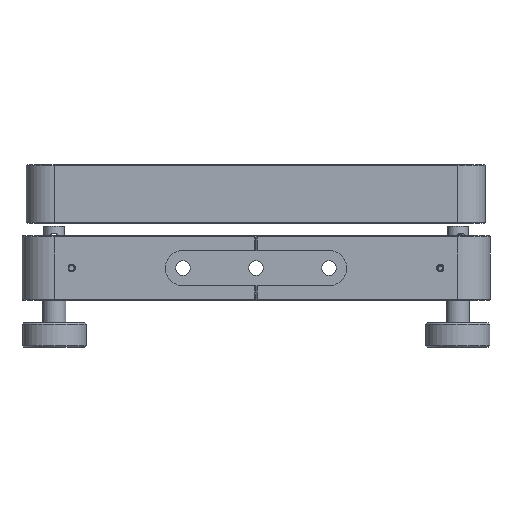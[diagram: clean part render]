
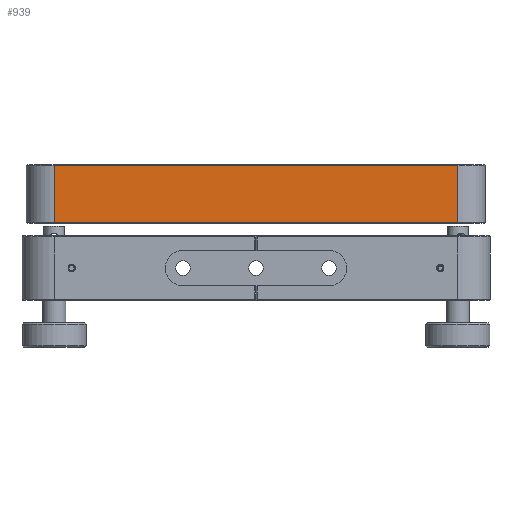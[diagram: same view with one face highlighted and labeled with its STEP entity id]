
A CAD part, front view. The second image highlights one B-rep face of the part: STEP entity #939.
In plain terms, the highlighted planar face has unit normal (0, -1, 0).
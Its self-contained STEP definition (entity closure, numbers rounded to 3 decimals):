
#396 = VERTEX_POINT ( 'NONE', #1485 ) ;
#939 = ADVANCED_FACE ( 'NONE', ( #8972 ), #17102, .F. ) ;
#970 = CARTESIAN_POINT ( 'NONE',  ( 69., -78.5, 35.399 ) ) ;
#1227 = AXIS2_PLACEMENT_3D ( 'NONE', #4683, #14339, #14249 ) ;
#1485 = CARTESIAN_POINT ( 'NONE',  ( -69., -78.5, 35.149 ) ) ;
#2131 = DIRECTION ( 'NONE',  ( 0., 0., 1. ) ) ;
#3568 = VECTOR ( 'NONE', #5951, 1000. ) ;
#4683 = CARTESIAN_POINT ( 'NONE',  ( -78.5, -78.5, 35.399 ) ) ;
#5196 = ORIENTED_EDGE ( 'NONE', *, *, #12847, .T. ) ;
#5441 = EDGE_CURVE ( 'NONE', #396, #5556, #5791, .T. ) ;
#5553 = EDGE_LOOP ( 'NONE', ( #8342, #12157, #5196, #9021 ) ) ;
#5556 = VERTEX_POINT ( 'NONE', #11688 ) ;
#5791 = LINE ( 'NONE', #16438, #11445 ) ;
#5951 = DIRECTION ( 'NONE',  ( -1., 0., 0. ) ) ;
#6043 = DIRECTION ( 'NONE',  ( 1., 0., 0. ) ) ;
#6486 = VERTEX_POINT ( 'NONE', #10296 ) ;
#7385 = LINE ( 'NONE', #10162, #9850 ) ;
#8342 = ORIENTED_EDGE ( 'NONE', *, *, #5441, .T. ) ;
#8972 = FACE_OUTER_BOUND ( 'NONE', #5553, .T. ) ;
#9021 = ORIENTED_EDGE ( 'NONE', *, *, #14450, .T. ) ;
#9640 = DIRECTION ( 'NONE',  ( 0., 0., -1. ) ) ;
#9850 = VECTOR ( 'NONE', #6043, 1000. ) ;
#9970 = LINE ( 'NONE', #11315, #3568 ) ;
#10162 = CARTESIAN_POINT ( 'NONE',  ( -78.5, -78.5, 15.649 ) ) ;
#10296 = CARTESIAN_POINT ( 'NONE',  ( 69., -78.5, 35.149 ) ) ;
#11315 = CARTESIAN_POINT ( 'NONE',  ( -69., -78.5, 35.149 ) ) ;
#11445 = VECTOR ( 'NONE', #9640, 1000. ) ;
#11688 = CARTESIAN_POINT ( 'NONE',  ( -69., -78.5, 15.649 ) ) ;
#11842 = VECTOR ( 'NONE', #2131, 1000. ) ;
#12157 = ORIENTED_EDGE ( 'NONE', *, *, #16035, .T. ) ;
#12369 = VERTEX_POINT ( 'NONE', #16271 ) ;
#12847 = EDGE_CURVE ( 'NONE', #12369, #6486, #13230, .T. ) ;
#13230 = LINE ( 'NONE', #970, #11842 ) ;
#14249 = DIRECTION ( 'NONE',  ( 0., 0., -1. ) ) ;
#14339 = DIRECTION ( 'NONE',  ( 0., 1., 0. ) ) ;
#14450 = EDGE_CURVE ( 'NONE', #6486, #396, #9970, .T. ) ;
#16035 = EDGE_CURVE ( 'NONE', #5556, #12369, #7385, .T. ) ;
#16271 = CARTESIAN_POINT ( 'NONE',  ( 69., -78.5, 15.649 ) ) ;
#16438 = CARTESIAN_POINT ( 'NONE',  ( -69., -78.5, 35.399 ) ) ;
#17102 = PLANE ( 'NONE',  #1227 ) ;
